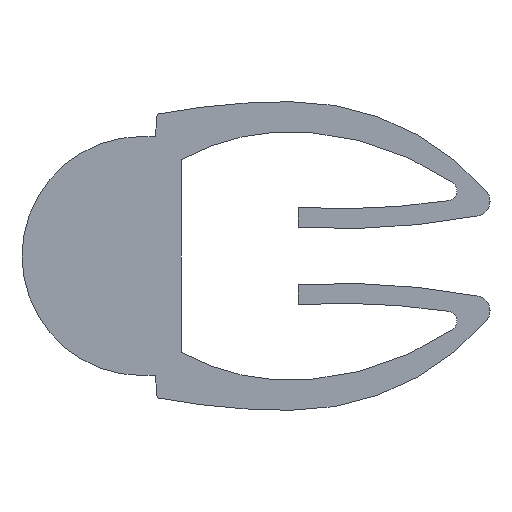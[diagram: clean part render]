
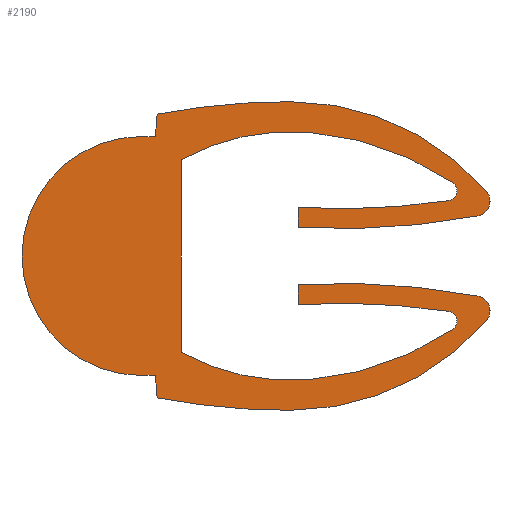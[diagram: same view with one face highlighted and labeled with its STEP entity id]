
A CAD part, left-side view. The second image highlights one B-rep face of the part: STEP entity #2190.
In plain terms, the highlighted planar face has unit normal (-1, 0, 0).
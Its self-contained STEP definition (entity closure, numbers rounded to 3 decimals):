
#10=CARTESIAN_POINT('',(0.,6.25,2.393));
#20=DIRECTION('',(-1.,0.,0.));
#30=DIRECTION('',(0.,0.,1.));
#40=AXIS2_PLACEMENT_3D('',#10,#20,#30);
#50=PLANE('',#40);
#60=CARTESIAN_POINT('',(0.,3.75,13.851));
#70=DIRECTION('',(1.,0.,0.));
#80=DIRECTION('',(0.,0.,-1.));
#90=AXIS2_PLACEMENT_3D('',#60,#70,#80);
#100=CIRCLE('',#90,14.558);
#110=CARTESIAN_POINT('',(0.,3.75,-0.707));
#120=VERTEX_POINT('',#110);
#130=CARTESIAN_POINT('',(0.,6.436,-0.457));
#140=VERTEX_POINT('',#130);
#150=EDGE_CURVE('',#120,#140,#100,.T.);
#160=ORIENTED_EDGE('',*,*,#150,.F.);
#170=CARTESIAN_POINT('',(0.,-29.25,2.393));
#180=DIRECTION('',(-1.,0.,0.));
#190=DIRECTION('',(0.,0.,-1.));
#200=AXIS2_PLACEMENT_3D('',#170,#180,#190);
#210=CIRCLE('',#200,35.8);
#220=CARTESIAN_POINT('',(0.,6.469,-0.007));
#230=VERTEX_POINT('',#220);
#240=EDGE_CURVE('',#230,#140,#210,.T.);
#250=ORIENTED_EDGE('',*,*,#240,.T.);
#260=CARTESIAN_POINT('',(0.,-235.957,-0.007));
#270=DIRECTION('',(0.,1.,0.));
#280=VECTOR('',#270,1.);
#290=LINE('',#260,#280);
#300=CARTESIAN_POINT('',(0.,6.75,-0.007));
#310=VERTEX_POINT('',#300);
#320=EDGE_CURVE('',#230,#310,#290,.T.);
#330=ORIENTED_EDGE('',*,*,#320,.F.);
#340=CARTESIAN_POINT('',(0.,6.75,2.393));
#350=DIRECTION('',(-1.,0.,0.));
#360=DIRECTION('',(0.,0.,1.));
#370=AXIS2_PLACEMENT_3D('',#340,#350,#360);
#380=CIRCLE('',#370,2.4);
#390=CARTESIAN_POINT('',(0.,6.75,4.793));
#400=VERTEX_POINT('',#390);
#410=EDGE_CURVE('',#400,#310,#380,.T.);
#420=ORIENTED_EDGE('',*,*,#410,.T.);
#430=CARTESIAN_POINT('',(0.,-235.957,4.793));
#440=DIRECTION('',(0.,-1.,0.));
#450=VECTOR('',#440,1.);
#460=LINE('',#430,#450);
#470=CARTESIAN_POINT('',(0.,6.469,4.793));
#480=VERTEX_POINT('',#470);
#490=EDGE_CURVE('',#400,#480,#460,.T.);
#500=ORIENTED_EDGE('',*,*,#490,.F.);
#510=CARTESIAN_POINT('',(0.,-29.25,2.393));
#520=DIRECTION('',(-1.,0.,0.));
#530=DIRECTION('',(0.,0.,-1.));
#540=AXIS2_PLACEMENT_3D('',#510,#520,#530);
#550=CIRCLE('',#540,35.8);
#560=CARTESIAN_POINT('',(0.,6.436,5.243));
#570=VERTEX_POINT('',#560);
#580=EDGE_CURVE('',#570,#480,#550,.T.);
#590=ORIENTED_EDGE('',*,*,#580,.T.);
#600=CARTESIAN_POINT('',(0.,3.75,-9.065));
#610=DIRECTION('',(-1.,0.,0.));
#620=DIRECTION('',(0.,0.,1.));
#630=AXIS2_PLACEMENT_3D('',#600,#610,#620);
#640=CIRCLE('',#630,14.558);
#650=CARTESIAN_POINT('',(0.,3.75,5.493));
#660=VERTEX_POINT('',#650);
#670=EDGE_CURVE('',#660,#570,#640,.T.);
#680=ORIENTED_EDGE('',*,*,#670,.T.);
#690=CARTESIAN_POINT('',(0.,3.75,0.316));
#700=DIRECTION('',(-1.,0.,0.));
#710=DIRECTION('',(0.,0.,1.));
#720=AXIS2_PLACEMENT_3D('',#690,#700,#710);
#730=CIRCLE('',#720,5.177);
#740=CARTESIAN_POINT('',(0.,-0.178,3.688));
#750=VERTEX_POINT('',#740);
#760=EDGE_CURVE('',#750,#660,#730,.T.);
#770=ORIENTED_EDGE('',*,*,#760,.T.);
#780=CARTESIAN_POINT('',(0.,0.05,3.493));
#790=DIRECTION('',(-1.,0.,0.));
#800=DIRECTION('',(0.,0.,1.));
#810=AXIS2_PLACEMENT_3D('',#780,#790,#800);
#820=CIRCLE('',#810,0.3);
#830=CARTESIAN_POINT('',(0.,-0.005,3.198));
#840=VERTEX_POINT('',#830);
#850=EDGE_CURVE('',#840,#750,#820,.T.);
#860=ORIENTED_EDGE('',*,*,#850,.T.);
#870=CARTESIAN_POINT('',(0.,2.75,17.943));
#880=DIRECTION('',(-1.,0.,0.));
#890=DIRECTION('',(0.,0.,1.));
#900=AXIS2_PLACEMENT_3D('',#870,#880,#890);
#910=CIRCLE('',#900,15.);
#920=CARTESIAN_POINT('',(0.,3.6,2.967));
#930=VERTEX_POINT('',#920);
#940=EDGE_CURVE('',#930,#840,#910,.T.);
#950=ORIENTED_EDGE('',*,*,#940,.T.);
#960=CARTESIAN_POINT('',(0.,3.6,2.393));
#970=DIRECTION('',(0.,0.,1.));
#980=VECTOR('',#970,1.);
#990=LINE('',#960,#980);
#1000=CARTESIAN_POINT('',(0.,3.6,3.368));
#1010=VERTEX_POINT('',#1000);
#1020=EDGE_CURVE('',#930,#1010,#990,.T.);
#1030=ORIENTED_EDGE('',*,*,#1020,.F.);
#1040=CARTESIAN_POINT('',(0.,2.75,17.943));
#1050=DIRECTION('',(-1.,0.,0.));
#1060=DIRECTION('',(0.,0.,1.));
#1070=AXIS2_PLACEMENT_3D('',#1040,#1050,#1060);
#1080=CIRCLE('',#1070,14.6);
#1090=CARTESIAN_POINT('',(0.,0.584,3.504));
#1100=VERTEX_POINT('',#1090);
#1110=EDGE_CURVE('',#1010,#1100,#1080,.T.);
#1120=ORIENTED_EDGE('',*,*,#1110,.F.);
#1130=CARTESIAN_POINT('',(0.,0.614,3.702));
#1140=DIRECTION('',(-1.,0.,0.));
#1150=DIRECTION('',(0.,0.,1.));
#1160=AXIS2_PLACEMENT_3D('',#1130,#1140,#1150);
#1170=CIRCLE('',#1160,0.2);
#1180=CARTESIAN_POINT('',(0.,0.502,3.868));
#1190=VERTEX_POINT('',#1180);
#1200=EDGE_CURVE('',#1100,#1190,#1170,.T.);
#1210=ORIENTED_EDGE('',*,*,#1200,.F.);
#1220=CARTESIAN_POINT('',(0.,3.862,-1.103));
#1230=DIRECTION('',(-1.,0.,0.));
#1240=DIRECTION('',(0.,0.,1.));
#1250=AXIS2_PLACEMENT_3D('',#1220,#1230,#1240);
#1260=CIRCLE('',#1250,6.);
#1270=CARTESIAN_POINT('',(0.,3.39,4.879));
#1280=VERTEX_POINT('',#1270);
#1290=EDGE_CURVE('',#1190,#1280,#1260,.T.);
#1300=ORIENTED_EDGE('',*,*,#1290,.F.);
#1310=CARTESIAN_POINT('',(0.,3.75,0.316));
#1320=DIRECTION('',(-1.,0.,0.));
#1330=DIRECTION('',(0.,0.,1.));
#1340=AXIS2_PLACEMENT_3D('',#1310,#1320,#1330);
#1350=CIRCLE('',#1340,4.577);
#1360=CARTESIAN_POINT('',(0.,5.95,4.329));
#1370=VERTEX_POINT('',#1360);
#1380=EDGE_CURVE('',#1280,#1370,#1350,.T.);
#1390=ORIENTED_EDGE('',*,*,#1380,.F.);
#1400=CARTESIAN_POINT('',(0.,5.95,0.316));
#1410=DIRECTION('',(0.,0.,1.));
#1420=VECTOR('',#1410,1.);
#1430=LINE('',#1400,#1420);
#1440=CARTESIAN_POINT('',(0.,5.95,0.456));
#1450=VERTEX_POINT('',#1440);
#1460=EDGE_CURVE('',#1450,#1370,#1430,.T.);
#1470=ORIENTED_EDGE('',*,*,#1460,.T.);
#1480=CARTESIAN_POINT('',(0.,3.75,4.469));
#1490=DIRECTION('',(1.,0.,0.));
#1500=DIRECTION('',(0.,0.,-1.));
#1510=AXIS2_PLACEMENT_3D('',#1480,#1490,#1500);
#1520=CIRCLE('',#1510,4.577);
#1530=CARTESIAN_POINT('',(0.,3.39,-0.093));
#1540=VERTEX_POINT('',#1530);
#1550=EDGE_CURVE('',#1540,#1450,#1520,.T.);
#1560=ORIENTED_EDGE('',*,*,#1550,.T.);
#1570=CARTESIAN_POINT('',(0.,3.862,5.888));
#1580=DIRECTION('',(1.,0.,0.));
#1590=DIRECTION('',(0.,0.,-1.));
#1600=AXIS2_PLACEMENT_3D('',#1570,#1580,#1590);
#1610=CIRCLE('',#1600,6.);
#1620=CARTESIAN_POINT('',(0.,0.502,0.918));
#1630=VERTEX_POINT('',#1620);
#1640=EDGE_CURVE('',#1630,#1540,#1610,.T.);
#1650=ORIENTED_EDGE('',*,*,#1640,.T.);
#1660=CARTESIAN_POINT('',(0.,0.614,1.083));
#1670=DIRECTION('',(1.,0.,0.));
#1680=DIRECTION('',(0.,0.,-1.));
#1690=AXIS2_PLACEMENT_3D('',#1660,#1670,#1680);
#1700=CIRCLE('',#1690,0.2);
#1710=CARTESIAN_POINT('',(0.,0.584,1.281));
#1720=VERTEX_POINT('',#1710);
#1730=EDGE_CURVE('',#1720,#1630,#1700,.T.);
#1740=ORIENTED_EDGE('',*,*,#1730,.T.);
#1750=CARTESIAN_POINT('',(0.,2.75,-13.157));
#1760=DIRECTION('',(1.,0.,0.));
#1770=DIRECTION('',(0.,0.,-1.));
#1780=AXIS2_PLACEMENT_3D('',#1750,#1760,#1770);
#1790=CIRCLE('',#1780,14.6);
#1800=CARTESIAN_POINT('',(0.,3.6,1.418));
#1810=VERTEX_POINT('',#1800);
#1820=EDGE_CURVE('',#1810,#1720,#1790,.T.);
#1830=ORIENTED_EDGE('',*,*,#1820,.T.);
#1840=CARTESIAN_POINT('',(0.,3.6,2.393));
#1850=DIRECTION('',(0.,0.,-1.));
#1860=VECTOR('',#1850,1.);
#1870=LINE('',#1840,#1860);
#1880=CARTESIAN_POINT('',(0.,3.6,1.819));
#1890=VERTEX_POINT('',#1880);
#1900=EDGE_CURVE('',#1890,#1810,#1870,.T.);
#1910=ORIENTED_EDGE('',*,*,#1900,.T.);
#1920=CARTESIAN_POINT('',(0.,2.75,-13.157));
#1930=DIRECTION('',(1.,0.,0.));
#1940=DIRECTION('',(0.,0.,-1.));
#1950=AXIS2_PLACEMENT_3D('',#1920,#1930,#1940);
#1960=CIRCLE('',#1950,15.);
#1970=CARTESIAN_POINT('',(0.,-0.005,1.588));
#1980=VERTEX_POINT('',#1970);
#1990=EDGE_CURVE('',#1890,#1980,#1960,.T.);
#2000=ORIENTED_EDGE('',*,*,#1990,.F.);
#2010=CARTESIAN_POINT('',(0.,0.05,1.293));
#2020=DIRECTION('',(1.,0.,0.));
#2030=DIRECTION('',(0.,0.,-1.));
#2040=AXIS2_PLACEMENT_3D('',#2010,#2020,#2030);
#2050=CIRCLE('',#2040,0.3);
#2060=CARTESIAN_POINT('',(0.,-0.178,1.097));
#2070=VERTEX_POINT('',#2060);
#2080=EDGE_CURVE('',#1980,#2070,#2050,.T.);
#2090=ORIENTED_EDGE('',*,*,#2080,.F.);
#2100=CARTESIAN_POINT('',(0.,3.75,4.469));
#2110=DIRECTION('',(1.,0.,0.));
#2120=DIRECTION('',(0.,0.,-1.));
#2130=AXIS2_PLACEMENT_3D('',#2100,#2110,#2120);
#2140=CIRCLE('',#2130,5.177);
#2150=EDGE_CURVE('',#2070,#120,#2140,.T.);
#2160=ORIENTED_EDGE('',*,*,#2150,.F.);
#2170=EDGE_LOOP('',(#2160,#2090,#2000,#1910,#1830,#1740,#1650,#1560,
#1470,#1390,#1300,#1210,#1120,#1030,#950,#860,#770,#680,#590,#500,#420,
#330,#250,#160));
#2180=FACE_OUTER_BOUND('',#2170,.T.);
#2190=ADVANCED_FACE('',(#2180),#50,.T.);
